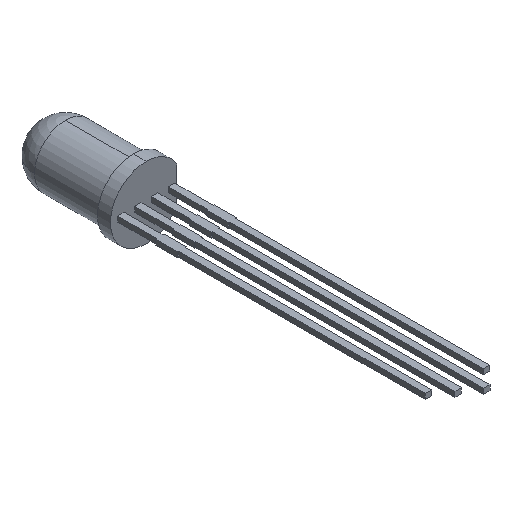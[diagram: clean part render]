
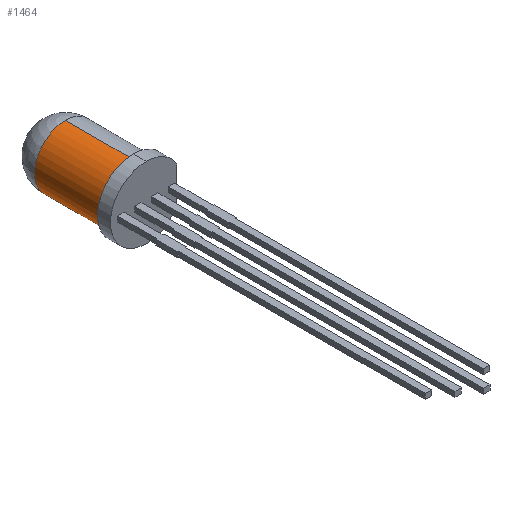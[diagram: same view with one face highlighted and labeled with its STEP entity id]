
A CAD part, isometric view. The second image highlights one B-rep face of the part: STEP entity #1464.
In plain terms, the highlighted cylindrical face has radius 2.375 mm (diameter 4.75 mm), a partial arc.
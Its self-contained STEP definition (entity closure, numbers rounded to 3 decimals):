
#95 = EDGE_LOOP ( 'NONE', ( #2102, #2621, #1193, #2208, #1539 ) ) ;
#138 = AXIS2_PLACEMENT_3D ( 'NONE', #2265, #251, #2854 ) ;
#159 = CIRCLE ( 'NONE', #2545, 2.375 ) ;
#172 = FACE_OUTER_BOUND ( 'NONE', #95, .T. ) ;
#238 = CARTESIAN_POINT ( 'NONE',  ( 0., 6.225, 2.375 ) ) ;
#251 = DIRECTION ( 'NONE',  ( 0., 1., 0. ) ) ;
#347 = DIRECTION ( 'NONE',  ( 0., 0., 1. ) ) ;
#464 = CARTESIAN_POINT ( 'NONE',  ( 0., 6.225, 0. ) ) ;
#502 = CARTESIAN_POINT ( 'NONE',  ( 0., 1., 2.375 ) ) ;
#550 = VERTEX_POINT ( 'NONE', #964 ) ;
#604 = VERTEX_POINT ( 'NONE', #1728 ) ;
#746 = EDGE_CURVE ( 'NONE', #550, #2440, #2690, .T. ) ;
#840 = DIRECTION ( 'NONE',  ( 0., 0., 1. ) ) ;
#964 = CARTESIAN_POINT ( 'NONE',  ( -2.375, 6.225, 0. ) ) ;
#991 = CARTESIAN_POINT ( 'NONE',  ( 0., 1., 0. ) ) ;
#1060 = DIRECTION ( 'NONE',  ( 0., 1., 0. ) ) ;
#1100 = CIRCLE ( 'NONE', #1237, 2.375 ) ;
#1118 = DIRECTION ( 'NONE',  ( 0., 1., 0. ) ) ;
#1193 = ORIENTED_EDGE ( 'NONE', *, *, #2522, .T. ) ;
#1210 = LINE ( 'NONE', #2084, #2573 ) ;
#1237 = AXIS2_PLACEMENT_3D ( 'NONE', #991, #1118, #840 ) ;
#1255 = EDGE_CURVE ( 'NONE', #2418, #604, #2489, .T. ) ;
#1334 = CARTESIAN_POINT ( 'NONE',  ( 0., 1., -2.375 ) ) ;
#1417 = DIRECTION ( 'NONE',  ( 0., 1., 0. ) ) ;
#1451 = VECTOR ( 'NONE', #1417, 1000. ) ;
#1464 = ADVANCED_FACE ( 'NONE', ( #172 ), #1957, .T. ) ;
#1539 = ORIENTED_EDGE ( 'NONE', *, *, #2697, .F. ) ;
#1589 = DIRECTION ( 'NONE',  ( 0., 0., 1. ) ) ;
#1728 = CARTESIAN_POINT ( 'NONE',  ( 0., 6.225, -2.375 ) ) ;
#1747 = VERTEX_POINT ( 'NONE', #502 ) ;
#1853 = CARTESIAN_POINT ( 'NONE',  ( 0., 0., -2.375 ) ) ;
#1957 = CYLINDRICAL_SURFACE ( 'NONE', #138, 2.375 ) ;
#2048 = DIRECTION ( 'NONE',  ( 0., 1., 0. ) ) ;
#2084 = CARTESIAN_POINT ( 'NONE',  ( 0., 0., 2.375 ) ) ;
#2102 = ORIENTED_EDGE ( 'NONE', *, *, #1255, .F. ) ;
#2128 = CARTESIAN_POINT ( 'NONE',  ( 0., 6.225, 0. ) ) ;
#2208 = ORIENTED_EDGE ( 'NONE', *, *, #746, .F. ) ;
#2265 = CARTESIAN_POINT ( 'NONE',  ( 0., 0., 0. ) ) ;
#2274 = DIRECTION ( 'NONE',  ( 0., 1., 0. ) ) ;
#2418 = VERTEX_POINT ( 'NONE', #1334 ) ;
#2440 = VERTEX_POINT ( 'NONE', #238 ) ;
#2489 = LINE ( 'NONE', #1853, #1451 ) ;
#2522 = EDGE_CURVE ( 'NONE', #1747, #2440, #1210, .T. ) ;
#2545 = AXIS2_PLACEMENT_3D ( 'NONE', #464, #2048, #1589 ) ;
#2559 = EDGE_CURVE ( 'NONE', #2418, #1747, #1100, .T. ) ;
#2573 = VECTOR ( 'NONE', #2274, 1000. ) ;
#2621 = ORIENTED_EDGE ( 'NONE', *, *, #2559, .T. ) ;
#2690 = CIRCLE ( 'NONE', #2777, 2.375 ) ;
#2697 = EDGE_CURVE ( 'NONE', #604, #550, #159, .T. ) ;
#2777 = AXIS2_PLACEMENT_3D ( 'NONE', #2128, #1060, #347 ) ;
#2854 = DIRECTION ( 'NONE',  ( 0., 0., 1. ) ) ;
